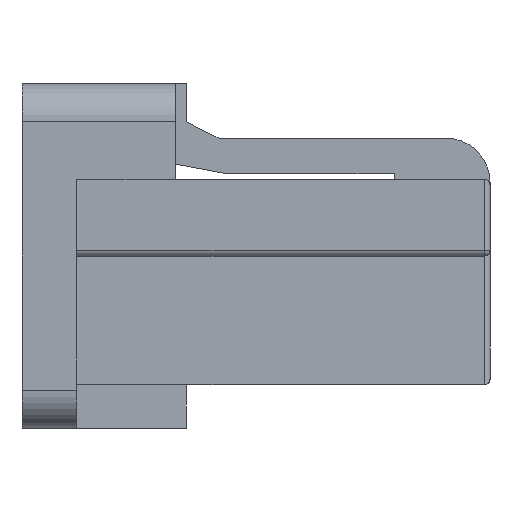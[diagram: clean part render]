
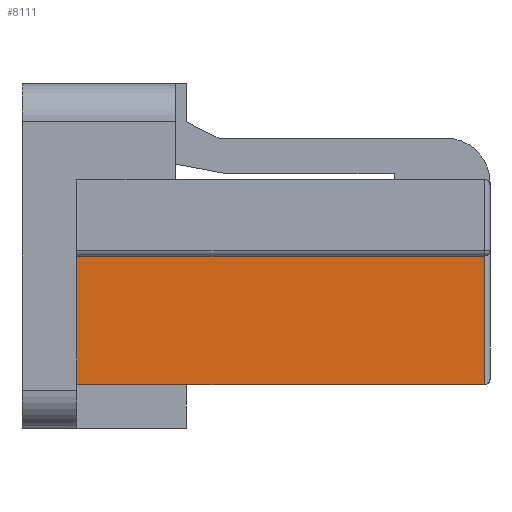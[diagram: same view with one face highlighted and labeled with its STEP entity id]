
A CAD part, left-side view. The second image highlights one B-rep face of the part: STEP entity #8111.
In plain terms, the highlighted planar face has unit normal (-1, 0, 0).
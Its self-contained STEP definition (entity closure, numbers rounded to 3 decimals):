
#1210=DIRECTION('',(0.,0.,1.));
#1211=VECTOR('',#1210,2.35);
#1212=CARTESIAN_POINT('',(-4.38,7.55,-2.35));
#1213=LINE('',#1212,#1211);
#2621=CARTESIAN_POINT('',(-4.38,0.1,-2.35));
#2713=DIRECTION('',(0.,0.,-1.));
#2714=VECTOR('',#2713,2.35);
#2715=CARTESIAN_POINT('',(-4.38,0.1,0.));
#2716=LINE('',#2715,#2714);
#2717=DIRECTION('',(0.,1.,0.));
#2718=VECTOR('',#2717,7.45);
#2719=CARTESIAN_POINT('',(-4.38,0.1,-2.35));
#2720=LINE('',#2719,#2718);
#2725=DIRECTION('',(0.,1.,0.));
#2726=VECTOR('',#2725,7.45);
#2727=CARTESIAN_POINT('',(-4.38,0.1,0.));
#2728=LINE('',#2727,#2726);
#3630=CARTESIAN_POINT('',(-4.38,7.55,-2.35));
#3631=CARTESIAN_POINT('',(-4.38,7.55,0.));
#3632=VERTEX_POINT('',#3630);
#3633=VERTEX_POINT('',#3631);
#4233=CARTESIAN_POINT('',(-4.38,0.1,0.));
#4235=VERTEX_POINT('',#4233);
#4246=VERTEX_POINT('',#2621);
#8099=CARTESIAN_POINT('',(-4.38,0.,-2.35));
#8100=DIRECTION('',(1.,0.,0.));
#8101=DIRECTION('',(0.,0.,1.));
#8102=AXIS2_PLACEMENT_3D('',#8099,#8100,#8101);
#8103=PLANE('',#8102);
#8105=ORIENTED_EDGE('',*,*,#8104,.F.);
#8106=ORIENTED_EDGE('',*,*,#7987,.T.);
#8107=ORIENTED_EDGE('',*,*,#5463,.T.);
#8108=ORIENTED_EDGE('',*,*,#6149,.T.);
#8109=EDGE_LOOP('',(#8105,#8106,#8107,#8108));
#8110=FACE_OUTER_BOUND('',#8109,.F.);
#5463=EDGE_CURVE('',#4246,#3632,#2720,.T.);
#6149=EDGE_CURVE('',#3632,#3633,#1213,.T.);
#7987=EDGE_CURVE('',#4235,#4246,#2716,.T.);
#8104=EDGE_CURVE('',#4235,#3633,#2728,.T.);
#8111=ADVANCED_FACE('',(#8110),#8103,.F.);
